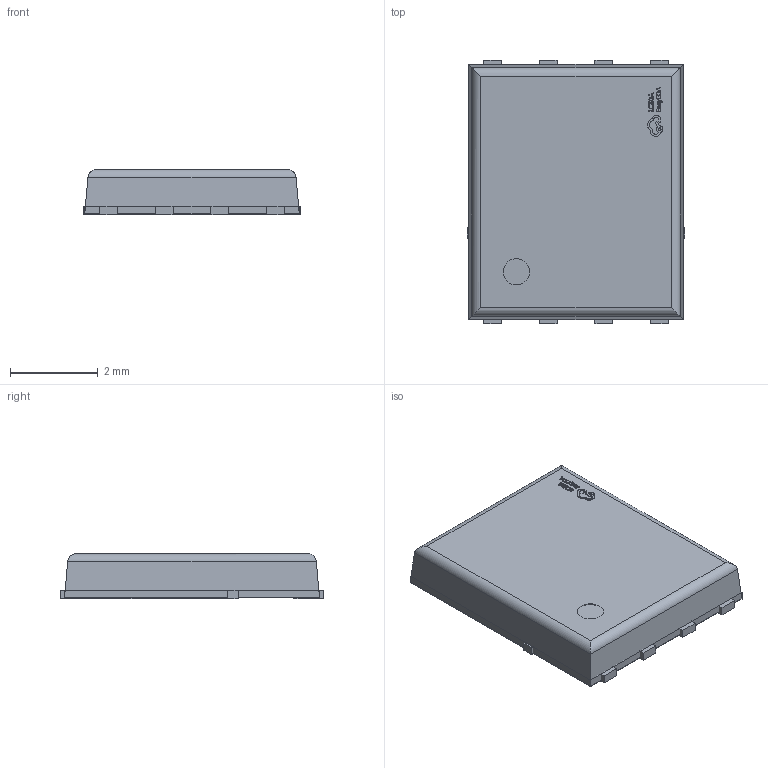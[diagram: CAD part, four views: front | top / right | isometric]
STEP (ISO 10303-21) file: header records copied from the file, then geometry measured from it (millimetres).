
FILE_DESCRIPTION (( 'STEP AP214' ), '1' );
FILE_NAME ('PQFN-8_L5.8-W4.9-H1.0-P1.27-LS6.0-BL.step', '2022-07-15T02:39:05', ( '' ), ( '' ), 'SwSTEP 2.0', 'SolidWorks 2020', '' );
FILE_SCHEMA (( 'AUTOMOTIVE_DESIGN' ));
Length unit declared in the file: millimetre
Products named in the file (1): PQFN-8_L5.8-W4.9-H1.0-P1.27-LS6.0-BL
Bounding box: 4.97 x 6.03 x 1.04 mm (x, y, z)
Surface area: 174.9 mm2
Topology: 7 solids, 7 shells, 360 faces, 953 edges, 634 vertices
Faces by surface type: plane 242, bspline 112, cylinder 6
Entity records: 15565 total; most frequent: CARTESIAN_POINT 4064, ORIENTED_EDGE 1906, DIRECTION 1223, EDGE_CURVE 953, LINE 717, VECTOR 717, VERTEX_POINT 634, EDGE_LOOP 387
